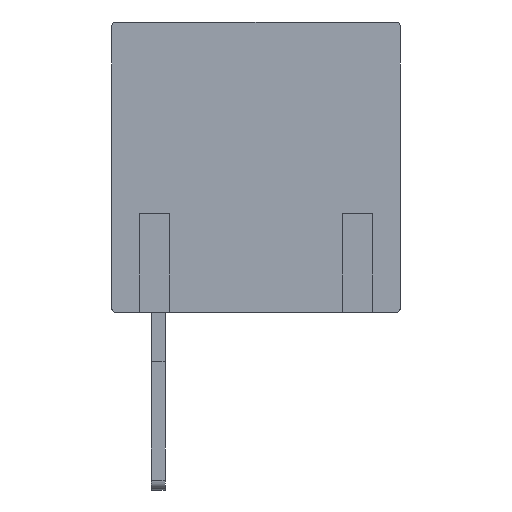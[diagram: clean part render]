
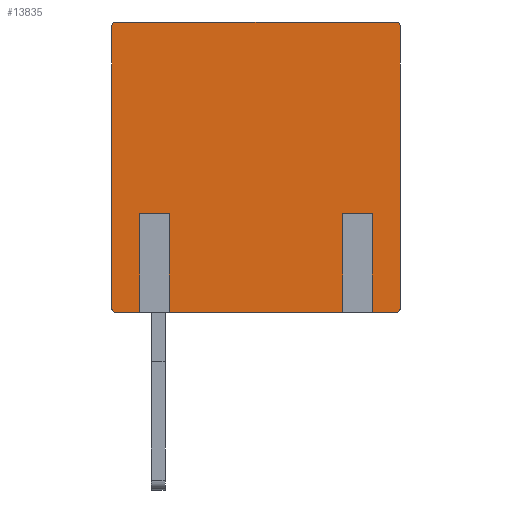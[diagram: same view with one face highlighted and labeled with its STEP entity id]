
A CAD part, left-side view. The second image highlights one B-rep face of the part: STEP entity #13835.
In plain terms, the highlighted planar face has unit normal (-1, 0, 0).
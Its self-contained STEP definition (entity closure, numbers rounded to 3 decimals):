
#27 = VECTOR ( 'NONE', #18626, 1000. ) ;
#130 = VECTOR ( 'NONE', #16839, 1000. ) ;
#262 = DIRECTION ( 'NONE',  ( 0., 0., -1. ) ) ;
#526 = VERTEX_POINT ( 'NONE', #14047 ) ;
#572 = VECTOR ( 'NONE', #19391, 1000. ) ;
#1085 = AXIS2_PLACEMENT_3D ( 'NONE', #4087, #10280, #16486 ) ;
#1173 = VERTEX_POINT ( 'NONE', #14172 ) ;
#1234 = LINE ( 'NONE', #7408, #15458 ) ;
#1431 = PLANE ( 'NONE',  #3370 ) ;
#1815 = EDGE_CURVE ( 'NONE', #1173, #16484, #1234, .T. ) ;
#1839 = CARTESIAN_POINT ( 'NONE',  ( -5., 5.547, -2.35 ) ) ;
#1937 = DIRECTION ( 'NONE',  ( -1., 0., 0. ) ) ;
#2036 = EDGE_CURVE ( 'NONE', #4685, #11317, #20020, .T. ) ;
#2065 = VECTOR ( 'NONE', #18177, 1000. ) ;
#2227 = ORIENTED_EDGE ( 'NONE', *, *, #16288, .F. ) ;
#2265 = EDGE_CURVE ( 'NONE', #6276, #5174, #17907, .T. ) ;
#2621 = CIRCLE ( 'NONE', #13977, 0.2 ) ;
#2683 = DIRECTION ( 'NONE',  ( 0., 0., -1. ) ) ;
#2790 = VECTOR ( 'NONE', #3663, 1000. ) ;
#3370 = AXIS2_PLACEMENT_3D ( 'NONE', #18581, #4671, #10866 ) ;
#3663 = DIRECTION ( 'NONE',  ( 0., -1., 0. ) ) ;
#3772 = DIRECTION ( 'NONE',  ( 0., 0., -1. ) ) ;
#3781 = CARTESIAN_POINT ( 'NONE',  ( -5., -4.744, -2.35 ) ) ;
#3983 = CARTESIAN_POINT ( 'NONE',  ( -5., 4.744, -2.35 ) ) ;
#4087 = CARTESIAN_POINT ( 'NONE',  ( -5., -7.1, 7.15 ) ) ;
#4169 = VECTOR ( 'NONE', #10193, 1000. ) ;
#4451 = LINE ( 'NONE', #10643, #130 ) ;
#4546 = DIRECTION ( 'NONE',  ( 0., -1., 0. ) ) ;
#4671 = DIRECTION ( 'NONE',  ( 1., 0., 0. ) ) ;
#4685 = VERTEX_POINT ( 'NONE', #5822 ) ;
#4889 = ORIENTED_EDGE ( 'NONE', *, *, #17171, .T. ) ;
#5174 = VERTEX_POINT ( 'NONE', #16380 ) ;
#5225 = ORIENTED_EDGE ( 'NONE', *, *, #2265, .T. ) ;
#5283 = VECTOR ( 'NONE', #12093, 1000. ) ;
#5340 = EDGE_CURVE ( 'NONE', #11317, #19087, #6993, .T. ) ;
#5451 = ORIENTED_EDGE ( 'NONE', *, *, #8892, .T. ) ;
#5618 = LINE ( 'NONE', #11823, #17198 ) ;
#5730 = CARTESIAN_POINT ( 'NONE',  ( -5., 7.1, 7.15 ) ) ;
#5776 = LINE ( 'NONE', #11979, #2065 ) ;
#5822 = CARTESIAN_POINT ( 'NONE',  ( -5., 7.1, 7.35 ) ) ;
#5899 = CARTESIAN_POINT ( 'NONE',  ( -5., -4.744, -2.35 ) ) ;
#5927 = ORIENTED_EDGE ( 'NONE', *, *, #16500, .T. ) ;
#6226 = AXIS2_PLACEMENT_3D ( 'NONE', #7970, #14158, #262 ) ;
#6228 = LINE ( 'NONE', #12412, #27 ) ;
#6276 = VERTEX_POINT ( 'NONE', #1839 ) ;
#6400 = VERTEX_POINT ( 'NONE', #13663 ) ;
#6482 = CARTESIAN_POINT ( 'NONE',  ( -5., -7.1, 7.35 ) ) ;
#6993 = LINE ( 'NONE', #13186, #572 ) ;
#7408 = CARTESIAN_POINT ( 'NONE',  ( -5., -7.3, 7.35 ) ) ;
#7615 = LINE ( 'NONE', #18463, #8142 ) ;
#7846 = ORIENTED_EDGE ( 'NONE', *, *, #8479, .F. ) ;
#7970 = CARTESIAN_POINT ( 'NONE',  ( -5., -7.1, -7.15 ) ) ;
#8109 = DIRECTION ( 'NONE',  ( 0., 0., -1. ) ) ;
#8137 = ORIENTED_EDGE ( 'NONE', *, *, #8222, .T. ) ;
#8142 = VECTOR ( 'NONE', #4546, 1000. ) ;
#8222 = EDGE_CURVE ( 'NONE', #18719, #6400, #17694, .T. ) ;
#8479 = EDGE_CURVE ( 'NONE', #4685, #11927, #11371, .T. ) ;
#8564 = VECTOR ( 'NONE', #3772, 1000. ) ;
#8892 = EDGE_CURVE ( 'NONE', #526, #9826, #5776, .T. ) ;
#9254 = ORIENTED_EDGE ( 'NONE', *, *, #11874, .T. ) ;
#9468 = CARTESIAN_POINT ( 'NONE',  ( -5., 7.1, -7.35 ) ) ;
#9826 = VERTEX_POINT ( 'NONE', #10148 ) ;
#9851 = CIRCLE ( 'NONE', #1085, 0.2 ) ;
#9981 = DIRECTION ( 'NONE',  ( 0., -1., 0. ) ) ;
#10004 = ORIENTED_EDGE ( 'NONE', *, *, #13390, .F. ) ;
#10148 = CARTESIAN_POINT ( 'NONE',  ( -5., -4.744, -7.35 ) ) ;
#10193 = DIRECTION ( 'NONE',  ( 0., -1., 0. ) ) ;
#10280 = DIRECTION ( 'NONE',  ( -1., 0., 0. ) ) ;
#10603 = VERTEX_POINT ( 'NONE', #14924 ) ;
#10643 = CARTESIAN_POINT ( 'NONE',  ( -5., -7.3, -7.35 ) ) ;
#10866 = DIRECTION ( 'NONE',  ( 0., 0., -1. ) ) ;
#11270 = AXIS2_PLACEMENT_3D ( 'NONE', #5730, #16611, #2683 ) ;
#11317 = VERTEX_POINT ( 'NONE', #13658 ) ;
#11371 = LINE ( 'NONE', #17559, #2790 ) ;
#11382 = ORIENTED_EDGE ( 'NONE', *, *, #19168, .T. ) ;
#11498 = LINE ( 'NONE', #17681, #8564 ) ;
#11749 = CARTESIAN_POINT ( 'NONE',  ( -5., -4.744, -2.35 ) ) ;
#11823 = CARTESIAN_POINT ( 'NONE',  ( -5., 4.744, -2.35 ) ) ;
#11874 = EDGE_CURVE ( 'NONE', #10603, #19419, #4451, .T. ) ;
#11927 = VERTEX_POINT ( 'NONE', #6482 ) ;
#11979 = CARTESIAN_POINT ( 'NONE',  ( -5., -7.3, -7.35 ) ) ;
#12093 = DIRECTION ( 'NONE',  ( 0., 0., -1. ) ) ;
#12412 = CARTESIAN_POINT ( 'NONE',  ( -5., 5.547, -2.35 ) ) ;
#12456 = ORIENTED_EDGE ( 'NONE', *, *, #16619, .T. ) ;
#12491 = ORIENTED_EDGE ( 'NONE', *, *, #5340, .T. ) ;
#13085 = CARTESIAN_POINT ( 'NONE',  ( -5., 5.547, -7.35 ) ) ;
#13186 = CARTESIAN_POINT ( 'NONE',  ( -5., 7.3, 7.35 ) ) ;
#13361 = EDGE_CURVE ( 'NONE', #1173, #11927, #9851, .T. ) ;
#13390 = EDGE_CURVE ( 'NONE', #18719, #9826, #19819, .T. ) ;
#13600 = DIRECTION ( 'NONE',  ( 0., 0., -1. ) ) ;
#13658 = CARTESIAN_POINT ( 'NONE',  ( -5., 7.3, 7.15 ) ) ;
#13663 = CARTESIAN_POINT ( 'NONE',  ( -5., -5.547, -2.35 ) ) ;
#13835 = ADVANCED_FACE ( 'NONE', ( #15321 ), #1431, .F. ) ;
#13977 = AXIS2_PLACEMENT_3D ( 'NONE', #15826, #1937, #8109 ) ;
#14047 = CARTESIAN_POINT ( 'NONE',  ( -5., 4.744, -7.35 ) ) ;
#14158 = DIRECTION ( 'NONE',  ( -1., 0., 0. ) ) ;
#14172 = CARTESIAN_POINT ( 'NONE',  ( -5., -7.3, 7.15 ) ) ;
#14924 = CARTESIAN_POINT ( 'NONE',  ( -5., -5.547, -7.35 ) ) ;
#14988 = CIRCLE ( 'NONE', #6226, 0.2 ) ;
#15086 = ORIENTED_EDGE ( 'NONE', *, *, #18084, .T. ) ;
#15298 = VERTEX_POINT ( 'NONE', #9468 ) ;
#15314 = CARTESIAN_POINT ( 'NONE',  ( -5., -7.3, -7.15 ) ) ;
#15321 = FACE_OUTER_BOUND ( 'NONE', #17186, .T. ) ;
#15429 = ORIENTED_EDGE ( 'NONE', *, *, #2036, .T. ) ;
#15458 = VECTOR ( 'NONE', #13600, 1000. ) ;
#15498 = VERTEX_POINT ( 'NONE', #13085 ) ;
#15764 = CARTESIAN_POINT ( 'NONE',  ( -5., 7.3, -7.15 ) ) ;
#15826 = CARTESIAN_POINT ( 'NONE',  ( -5., 7.1, -7.15 ) ) ;
#16288 = EDGE_CURVE ( 'NONE', #6276, #15498, #6228, .T. ) ;
#16301 = CARTESIAN_POINT ( 'NONE',  ( -5., -7.1, -7.35 ) ) ;
#16380 = CARTESIAN_POINT ( 'NONE',  ( -5., 4.744, -2.35 ) ) ;
#16484 = VERTEX_POINT ( 'NONE', #15314 ) ;
#16486 = DIRECTION ( 'NONE',  ( 0., 0., -1. ) ) ;
#16500 = EDGE_CURVE ( 'NONE', #15298, #15498, #7615, .T. ) ;
#16611 = DIRECTION ( 'NONE',  ( -1., 0., 0. ) ) ;
#16619 = EDGE_CURVE ( 'NONE', #19087, #15298, #2621, .T. ) ;
#16800 = ORIENTED_EDGE ( 'NONE', *, *, #1815, .F. ) ;
#16839 = DIRECTION ( 'NONE',  ( 0., -1., 0. ) ) ;
#17171 = EDGE_CURVE ( 'NONE', #5174, #526, #5618, .T. ) ;
#17186 = EDGE_LOOP ( 'NONE', ( #5451, #10004, #8137, #11382, #9254, #15086, #16800, #17843, #7846, #15429, #12491, #12456, #5927, #2227, #5225, #4889 ) ) ;
#17198 = VECTOR ( 'NONE', #18026, 1000. ) ;
#17559 = CARTESIAN_POINT ( 'NONE',  ( -5., -7.3, 7.35 ) ) ;
#17681 = CARTESIAN_POINT ( 'NONE',  ( -5., -5.547, -2.35 ) ) ;
#17694 = LINE ( 'NONE', #3781, #19322 ) ;
#17843 = ORIENTED_EDGE ( 'NONE', *, *, #13361, .T. ) ;
#17907 = LINE ( 'NONE', #3983, #4169 ) ;
#18026 = DIRECTION ( 'NONE',  ( 0., 0., -1. ) ) ;
#18084 = EDGE_CURVE ( 'NONE', #19419, #16484, #14988, .T. ) ;
#18177 = DIRECTION ( 'NONE',  ( 0., -1., 0. ) ) ;
#18463 = CARTESIAN_POINT ( 'NONE',  ( -5., -7.3, -7.35 ) ) ;
#18581 = CARTESIAN_POINT ( 'NONE',  ( -5., -7.3, 7.35 ) ) ;
#18626 = DIRECTION ( 'NONE',  ( 0., 0., -1. ) ) ;
#18719 = VERTEX_POINT ( 'NONE', #11749 ) ;
#19087 = VERTEX_POINT ( 'NONE', #15764 ) ;
#19168 = EDGE_CURVE ( 'NONE', #6400, #10603, #11498, .T. ) ;
#19322 = VECTOR ( 'NONE', #9981, 1000. ) ;
#19391 = DIRECTION ( 'NONE',  ( 0., 0., -1. ) ) ;
#19419 = VERTEX_POINT ( 'NONE', #16301 ) ;
#19819 = LINE ( 'NONE', #5899, #5283 ) ;
#20020 = CIRCLE ( 'NONE', #11270, 0.2 ) ;
